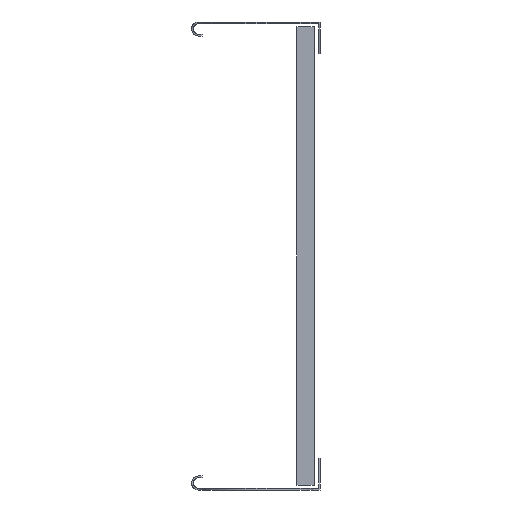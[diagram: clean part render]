
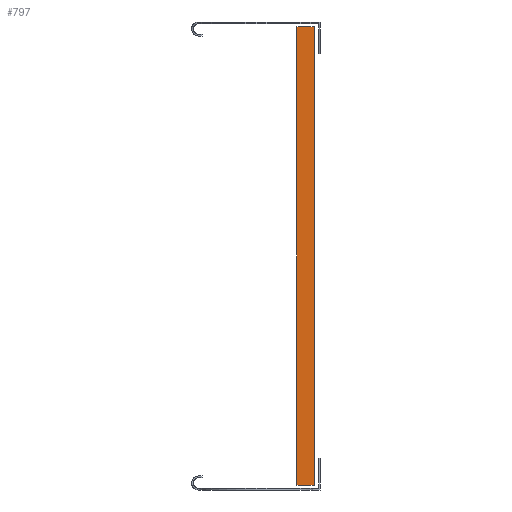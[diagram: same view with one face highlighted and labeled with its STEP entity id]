
A CAD part, left-side view. The second image highlights one B-rep face of the part: STEP entity #797.
In plain terms, the highlighted planar face has unit normal (-1, 0, 0).
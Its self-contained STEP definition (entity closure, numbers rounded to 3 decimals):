
#30 = VERTEX_POINT ( 'NONE', #2919 ) ;
#267 = EDGE_CURVE ( 'NONE', #4126, #30, #3697, .T. ) ;
#292 = EDGE_CURVE ( 'NONE', #4503, #5011, #3569, .T. ) ;
#461 = EDGE_CURVE ( 'NONE', #30, #3459, #2941, .T. ) ;
#666 = CARTESIAN_POINT ( 'NONE',  ( -15., 15., -196. ) ) ;
#797 = ADVANCED_FACE ( 'NONE', ( #2104 ), #2564, .F. ) ;
#803 = VECTOR ( 'NONE', #2227, 1000. ) ;
#871 = LINE ( 'NONE', #3059, #803 ) ;
#907 = EDGE_CURVE ( 'NONE', #5372, #3179, #1787, .T. ) ;
#956 = CARTESIAN_POINT ( 'NONE',  ( -15., 15., -196. ) ) ;
#1034 = CARTESIAN_POINT ( 'NONE',  ( -15., 0., -196. ) ) ;
#1123 = CARTESIAN_POINT ( 'NONE',  ( -15., 3., -196. ) ) ;
#1267 = CARTESIAN_POINT ( 'NONE',  ( -15., 0., 196. ) ) ;
#1446 = DIRECTION ( 'NONE',  ( 0., 0., 1. ) ) ;
#1610 = DIRECTION ( 'NONE',  ( 0., -1., 0. ) ) ;
#1787 = LINE ( 'NONE', #4015, #1832 ) ;
#1832 = VECTOR ( 'NONE', #1929, 1000. ) ;
#1854 = DIRECTION ( 'NONE',  ( 0., 0., -1. ) ) ;
#1878 = EDGE_CURVE ( 'NONE', #4126, #1911, #3677, .T. ) ;
#1909 = CARTESIAN_POINT ( 'NONE',  ( -15., 3., 196. ) ) ;
#1911 = VERTEX_POINT ( 'NONE', #1267 ) ;
#1929 = DIRECTION ( 'NONE',  ( 0., 1., 0. ) ) ;
#2024 = VECTOR ( 'NONE', #1446, 1000. ) ;
#2031 = CARTESIAN_POINT ( 'NONE',  ( -15., 15., 196. ) ) ;
#2047 = ORIENTED_EDGE ( 'NONE', *, *, #2294, .F. ) ;
#2060 = CARTESIAN_POINT ( 'NONE',  ( -15., 3., 196. ) ) ;
#2088 = LINE ( 'NONE', #956, #2024 ) ;
#2104 = FACE_OUTER_BOUND ( 'NONE', #2174, .T. ) ;
#2174 = EDGE_LOOP ( 'NONE', ( #3936, #3033, #2047, #3720, #3527, #2597, #3163, #3762 ) ) ;
#2227 = DIRECTION ( 'NONE',  ( 0., 1., 0. ) ) ;
#2294 = EDGE_CURVE ( 'NONE', #3179, #3459, #2088, .T. ) ;
#2391 = CARTESIAN_POINT ( 'NONE',  ( -15., 12., -196. ) ) ;
#2484 = AXIS2_PLACEMENT_3D ( 'NONE', #1123, #4121, #1854 ) ;
#2511 = LINE ( 'NONE', #1034, #2640 ) ;
#2552 = CARTESIAN_POINT ( 'NONE',  ( -15., 0., -196. ) ) ;
#2564 = PLANE ( 'NONE',  #2484 ) ;
#2567 = EDGE_CURVE ( 'NONE', #4503, #5372, #871, .T. ) ;
#2597 = ORIENTED_EDGE ( 'NONE', *, *, #292, .T. ) ;
#2640 = VECTOR ( 'NONE', #3651, 1000. ) ;
#2641 = DIRECTION ( 'NONE',  ( 0., 1., 0. ) ) ;
#2765 = DIRECTION ( 'NONE',  ( 0., 1., 0. ) ) ;
#2919 = CARTESIAN_POINT ( 'NONE',  ( -15., 12., 196. ) ) ;
#2931 = VECTOR ( 'NONE', #2641, 1000. ) ;
#2941 = LINE ( 'NONE', #2031, #2931 ) ;
#3033 = ORIENTED_EDGE ( 'NONE', *, *, #461, .T. ) ;
#3059 = CARTESIAN_POINT ( 'NONE',  ( -15., 3., -196. ) ) ;
#3163 = ORIENTED_EDGE ( 'NONE', *, *, #3240, .T. ) ;
#3179 = VERTEX_POINT ( 'NONE', #666 ) ;
#3240 = EDGE_CURVE ( 'NONE', #5011, #1911, #2511, .T. ) ;
#3456 = CARTESIAN_POINT ( 'NONE',  ( -15., 3., 196. ) ) ;
#3459 = VERTEX_POINT ( 'NONE', #5266 ) ;
#3527 = ORIENTED_EDGE ( 'NONE', *, *, #2567, .F. ) ;
#3556 = VECTOR ( 'NONE', #4981, 1000. ) ;
#3569 = LINE ( 'NONE', #2552, #3556 ) ;
#3612 = VECTOR ( 'NONE', #1610, 1000. ) ;
#3630 = VECTOR ( 'NONE', #2765, 1000. ) ;
#3651 = DIRECTION ( 'NONE',  ( 0., 0., 1. ) ) ;
#3677 = LINE ( 'NONE', #1909, #3612 ) ;
#3697 = LINE ( 'NONE', #2060, #3630 ) ;
#3720 = ORIENTED_EDGE ( 'NONE', *, *, #907, .F. ) ;
#3762 = ORIENTED_EDGE ( 'NONE', *, *, #1878, .F. ) ;
#3936 = ORIENTED_EDGE ( 'NONE', *, *, #267, .T. ) ;
#4015 = CARTESIAN_POINT ( 'NONE',  ( -15., 3., -196. ) ) ;
#4121 = DIRECTION ( 'NONE',  ( 1., 0., 0. ) ) ;
#4126 = VERTEX_POINT ( 'NONE', #3456 ) ;
#4318 = CARTESIAN_POINT ( 'NONE',  ( -15., 3., -196. ) ) ;
#4503 = VERTEX_POINT ( 'NONE', #4318 ) ;
#4626 = CARTESIAN_POINT ( 'NONE',  ( -15., 0., -196. ) ) ;
#4981 = DIRECTION ( 'NONE',  ( 0., -1., 0. ) ) ;
#5011 = VERTEX_POINT ( 'NONE', #4626 ) ;
#5266 = CARTESIAN_POINT ( 'NONE',  ( -15., 15., 196. ) ) ;
#5372 = VERTEX_POINT ( 'NONE', #2391 ) ;
